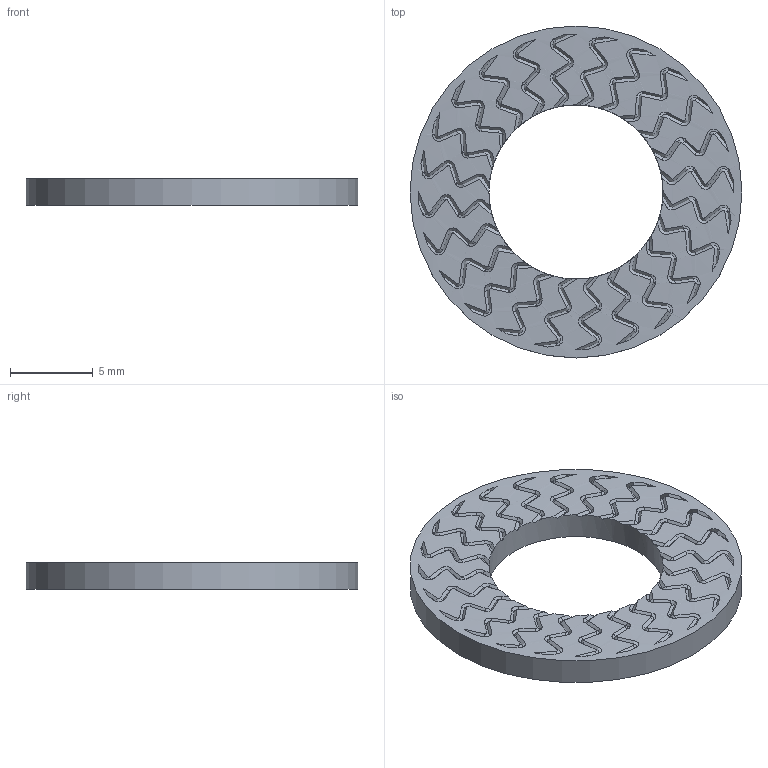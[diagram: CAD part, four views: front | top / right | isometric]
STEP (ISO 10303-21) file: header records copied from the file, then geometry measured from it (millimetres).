
FILE_DESCRIPTION( ( 'AP 214' ), '1' );
FILE_NAME( '070850_NSK S10_Muster_flach.stp', ' ', ( ' ' ), ( ' ' ), 'PSStep 16.0.33', 'VISI 20.0', ' ' );
FILE_SCHEMA( ( 'AUTOMOTIVE_DESIGN { 1 0 10303 214 1 1 1 1 }' ) );
Length unit declared in the file: millimetre
Products named in the file (1): 1
Bounding box: 20 x 20 x 1.61 mm (x, y, z)
Volume: 351.8 mm3; surface area: 631.2 mm2
Topology: 1 solids, 1 shells, 464 faces, 1358 edges, 897 vertices
Faces by surface type: plane 243, bspline 192, cylinder 26, torus 3
Full cylindrical faces by diameter (mm): 10.49 x1, 20 x1
Entity records: 22079 total; most frequent: CARTESIAN_POINT 8231, ORIENTED_EDGE 2702, EDGE_CURVE 1351, DIRECTION 1184, VERTEX_POINT 895, B_SPLINE_CURVE_WITH_KNOTS 864, EDGE_LOOP 472, FACE_OUTER_BOUND 469
